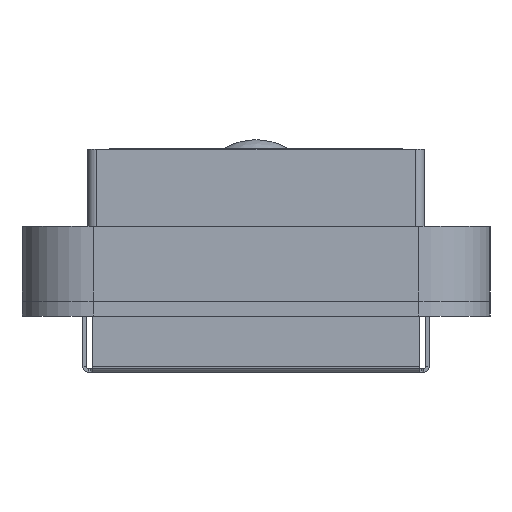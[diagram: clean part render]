
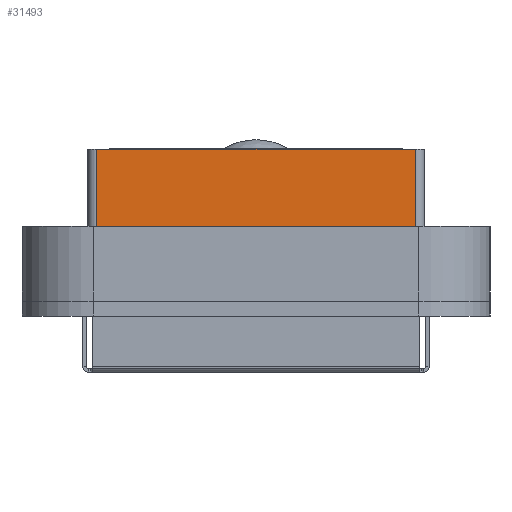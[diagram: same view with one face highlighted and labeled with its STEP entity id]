
A CAD part, front view. The second image highlights one B-rep face of the part: STEP entity #31493.
In plain terms, the highlighted planar face has unit normal (0, -1, 0).
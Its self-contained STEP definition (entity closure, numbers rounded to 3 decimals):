
#2737 = CARTESIAN_POINT ( 'NONE',  ( 8.5, -8., -4.12 ) ) ;
#3310 = ORIENTED_EDGE ( 'NONE', *, *, #18012, .F. ) ;
#4639 = VERTEX_POINT ( 'NONE', #29048 ) ;
#4752 = DIRECTION ( 'NONE',  ( 0., 0., 1. ) ) ;
#5512 = DIRECTION ( 'NONE',  ( 0., 0., 1. ) ) ;
#7688 = FACE_OUTER_BOUND ( 'NONE', #33569, .T. ) ;
#9274 = VECTOR ( 'NONE', #24018, 1000. ) ;
#11066 = ORIENTED_EDGE ( 'NONE', *, *, #30839, .F. ) ;
#11459 = CARTESIAN_POINT ( 'NONE',  ( -8.5, -8., -4.12 ) ) ;
#11906 = CARTESIAN_POINT ( 'NONE',  ( -8.5, -8., 0. ) ) ;
#15599 = LINE ( 'NONE', #26066, #19916 ) ;
#15632 = DIRECTION ( 'NONE',  ( -1., 0., 0. ) ) ;
#15957 = CARTESIAN_POINT ( 'NONE',  ( 8.5, -8., 0. ) ) ;
#17547 = AXIS2_PLACEMENT_3D ( 'NONE', #23243, #28559, #4752 ) ;
#17866 = LINE ( 'NONE', #20607, #22293 ) ;
#18012 = EDGE_CURVE ( 'NONE', #4639, #22742, #17866, .T. ) ;
#19916 = VECTOR ( 'NONE', #5512, 1000. ) ;
#20607 = CARTESIAN_POINT ( 'NONE',  ( 8.5, -8., -4.12 ) ) ;
#21053 = DIRECTION ( 'NONE',  ( 0., 0., 1. ) ) ;
#21089 = VERTEX_POINT ( 'NONE', #11906 ) ;
#22293 = VECTOR ( 'NONE', #15632, 1000. ) ;
#22708 = ORIENTED_EDGE ( 'NONE', *, *, #23337, .T. ) ;
#22742 = VERTEX_POINT ( 'NONE', #11459 ) ;
#22788 = CARTESIAN_POINT ( 'NONE',  ( 8.5, -8., 0. ) ) ;
#23243 = CARTESIAN_POINT ( 'NONE',  ( 8.5, -8., -4.12 ) ) ;
#23337 = EDGE_CURVE ( 'NONE', #30125, #21089, #23687, .T. ) ;
#23687 = LINE ( 'NONE', #15957, #9274 ) ;
#24018 = DIRECTION ( 'NONE',  ( -1., 0., 0. ) ) ;
#26066 = CARTESIAN_POINT ( 'NONE',  ( -8.5, -8., -4.12 ) ) ;
#26194 = LINE ( 'NONE', #2737, #32500 ) ;
#28224 = PLANE ( 'NONE',  #17547 ) ;
#28559 = DIRECTION ( 'NONE',  ( 0., 1., 0. ) ) ;
#29048 = CARTESIAN_POINT ( 'NONE',  ( 8.5, -8., -4.12 ) ) ;
#30125 = VERTEX_POINT ( 'NONE', #22788 ) ;
#30839 = EDGE_CURVE ( 'NONE', #22742, #21089, #15599, .T. ) ;
#31118 = EDGE_CURVE ( 'NONE', #4639, #30125, #26194, .T. ) ;
#31493 = ADVANCED_FACE ( 'NONE', ( #7688 ), #28224, .F. ) ;
#32500 = VECTOR ( 'NONE', #21053, 1000. ) ;
#33220 = ORIENTED_EDGE ( 'NONE', *, *, #31118, .T. ) ;
#33569 = EDGE_LOOP ( 'NONE', ( #22708, #11066, #3310, #33220 ) ) ;
